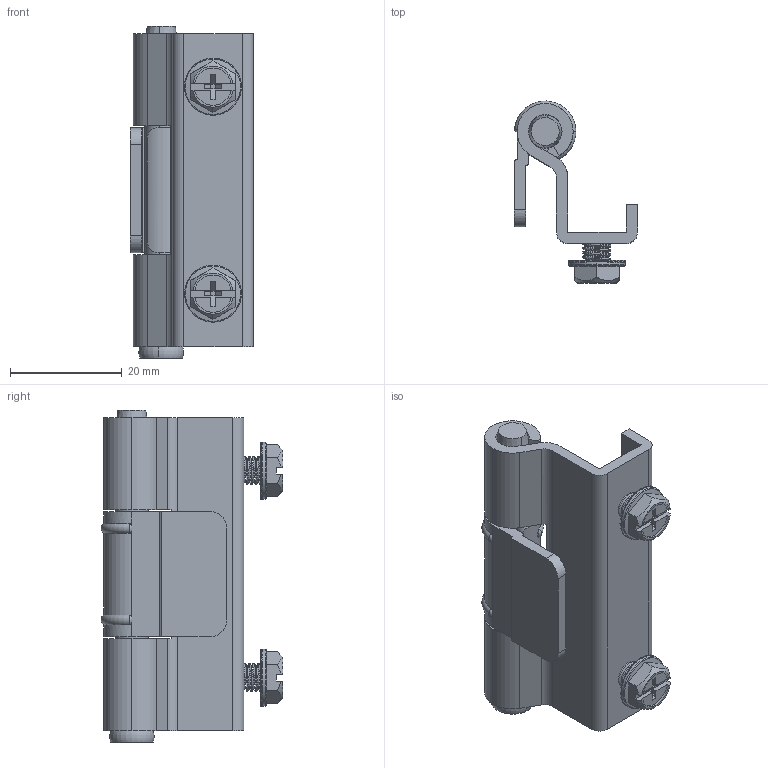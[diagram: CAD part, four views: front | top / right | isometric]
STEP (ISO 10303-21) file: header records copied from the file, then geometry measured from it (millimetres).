
FILE_DESCRIPTION (( 'STEP AP203' ), '1' );
FILE_NAME ('mg05.2.1.v2.4.STEP', '2022-06-15T04:23:28', ( '' ), ( '' ), 'SwSTEP 2.0', 'SolidWorks 2021', '' );
FILE_SCHEMA (( 'CONFIG_CONTROL_DESIGN' ));
Length unit declared in the file: millimetre
Products named in the file (1): mg05.2.1.v2.4
Bounding box: 22 x 32.49 x 59.35 mm (x, y, z)
Surface area: 8582.1 mm2 (no closed solid volume)
Topology: 0 solids, 8 shells, 384 faces, 1228 edges, 799 vertices
Faces by surface type: plane 171, cylinder 95, torus 58, bspline 40, cone 20
Entity records: 15337 total; most frequent: CARTESIAN_POINT 5218, ORIENTED_EDGE 2077, DIRECTION 1952, EDGE_CURVE 1228, VERTEX_POINT 799, LINE 670, VECTOR 670, AXIS2_PLACEMENT_3D 641
